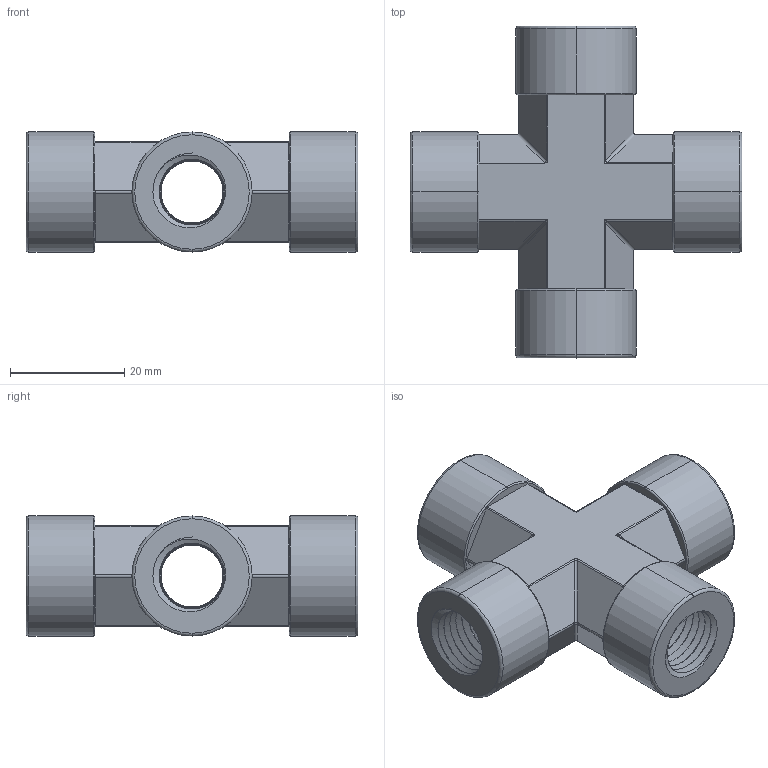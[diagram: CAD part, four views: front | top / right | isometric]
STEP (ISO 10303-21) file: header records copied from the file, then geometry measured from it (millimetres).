
FILE_DESCRIPTION((''),'2;1');
FILE_NAME('001_H-SXA_MASTER','2025-07-08T08:16:17',('Administrator'),(''),'CREO PARAMETRIC BY PTC INC, 2020414','CREO PARAMETRIC BY PTC INC, 2020414','');
FILE_SCHEMA(('AUTOMOTIVE_DESIGN { 1 0 10303 214 1 1 1 1 }'));
Products named in the file (1): 001_H-SXA_MASTER
Bounding box: 58 x 58 x 21 mm (x, y, z)
Volume: 18501.5 mm3; surface area: 12356.7 mm2
Topology: 1 solids, 1 shells, 246 faces, 622 edges, 390 vertices
Faces by surface type: cylinder 70, bspline 57, cone 56, plane 34, torus 29
Entity records: 35518 total; most frequent: CARTESIAN_POINT 28177, ORIENTED_EDGE 1210, DIRECTION 923, PRESENTATION_STYLE_ASSIGNMENT 620, STYLED_ITEM 620, CURVE_STYLE 619, EDGE_CURVE 605, VERTEX_POINT 363
